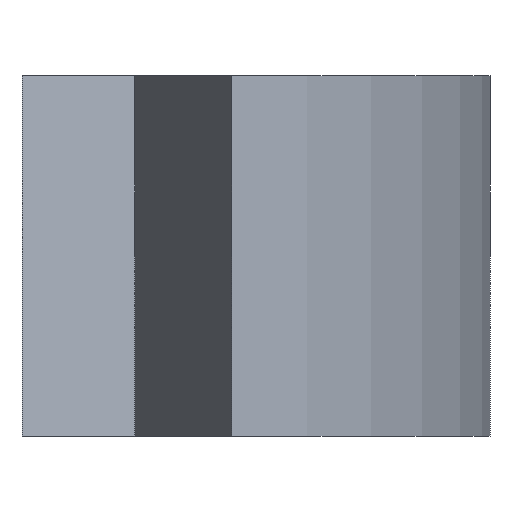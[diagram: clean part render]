
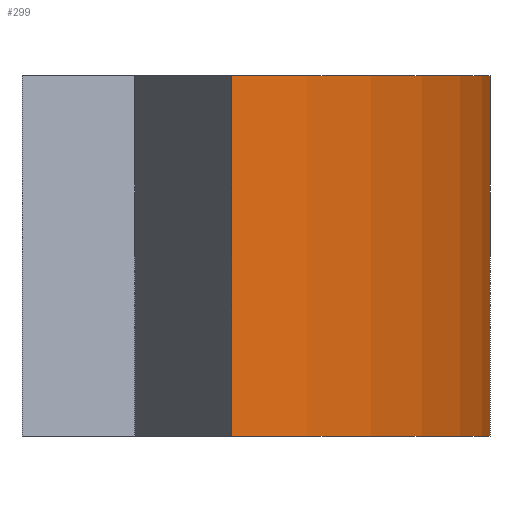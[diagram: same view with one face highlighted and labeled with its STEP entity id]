
A CAD part, left-side view. The second image highlights one B-rep face of the part: STEP entity #299.
In plain terms, the highlighted cylindrical face has radius 23 mm (diameter 46 mm), a partial arc.
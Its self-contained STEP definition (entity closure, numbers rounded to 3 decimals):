
#30=FACE_OUTER_BOUND('',#46,.T.);
#46=EDGE_LOOP('',(#214,#215,#216,#217));
#62=LINE('',#440,#102);
#63=LINE('',#443,#103);
#102=VECTOR('',#362,23.);
#103=VECTOR('',#365,10.);
#142=CIRCLE('',#339,23.);
#143=CIRCLE('',#340,23.);
#144=VERTEX_POINT('',#436);
#145=VERTEX_POINT('',#437);
#146=VERTEX_POINT('',#439);
#147=VERTEX_POINT('',#441);
#172=EDGE_CURVE('',#144,#145,#142,.T.);
#173=EDGE_CURVE('',#145,#146,#62,.T.);
#174=EDGE_CURVE('',#146,#147,#143,.T.);
#175=EDGE_CURVE('',#147,#144,#63,.T.);
#214=ORIENTED_EDGE('',*,*,#172,.T.);
#215=ORIENTED_EDGE('',*,*,#173,.T.);
#216=ORIENTED_EDGE('',*,*,#174,.T.);
#217=ORIENTED_EDGE('',*,*,#175,.T.);
#298=CYLINDRICAL_SURFACE('',#338,23.);
#299=ADVANCED_FACE('',(#30),#298,.T.);
#338=AXIS2_PLACEMENT_3D('',#435,#358,#359);
#339=AXIS2_PLACEMENT_3D('',#438,#360,#361);
#340=AXIS2_PLACEMENT_3D('',#442,#363,#364);
#358=DIRECTION('center_axis',(0.,0.,1.));
#359=DIRECTION('ref_axis',(-0.78,-0.625,0.));
#360=DIRECTION('center_axis',(0.,0.,1.));
#361=DIRECTION('ref_axis',(-0.78,-0.625,0.));
#362=DIRECTION('',(0.,0.,1.));
#363=DIRECTION('center_axis',(0.,0.,-1.));
#364=DIRECTION('ref_axis',(-0.78,-0.625,0.));
#365=DIRECTION('',(0.,0.,-1.));
#435=CARTESIAN_POINT('Origin',(17.947,7.4,0.));
#436=CARTESIAN_POINT('',(0.,-6.985,0.));
#437=CARTESIAN_POINT('',(17.947,-15.6,0.));
#438=CARTESIAN_POINT('Origin',(17.947,7.4,0.));
#439=CARTESIAN_POINT('',(17.947,-15.6,12.));
#440=CARTESIAN_POINT('',(17.947,-15.6,0.));
#441=CARTESIAN_POINT('',(0.,-6.985,12.));
#442=CARTESIAN_POINT('Origin',(17.947,7.4,12.));
#443=CARTESIAN_POINT('',(0.,-6.985,0.));
